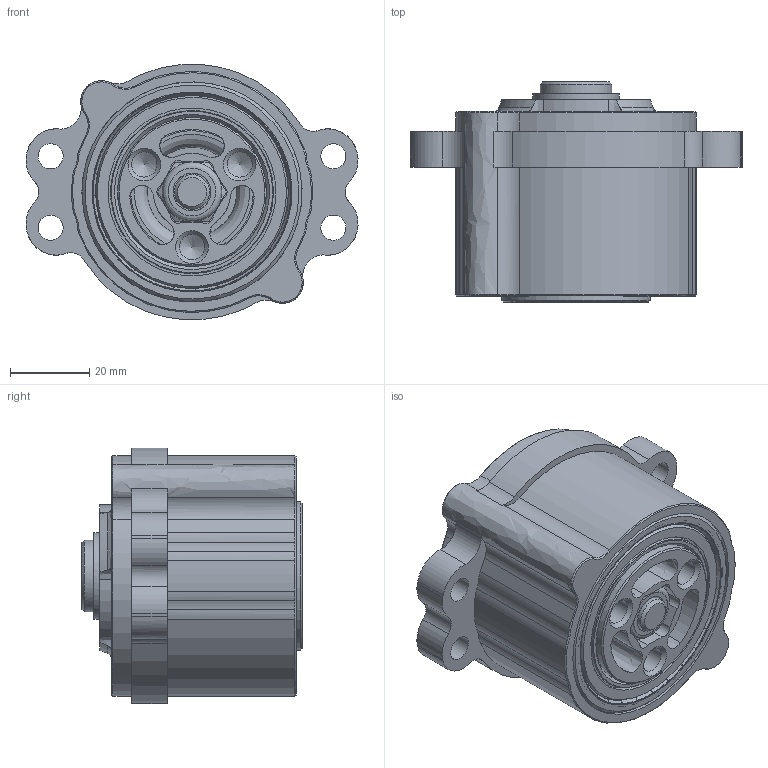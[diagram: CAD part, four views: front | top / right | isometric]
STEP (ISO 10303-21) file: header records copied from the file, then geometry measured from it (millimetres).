
FILE_DESCRIPTION(('FreeCAD Model'),'2;1');
FILE_NAME('Open CASCADE Shape Model','2025-05-02T11:57:40',('FreeCAD'),( 'FreeCAD'),'Open CASCADE STEP processor 7.6','FreeCAD','Unknown');
FILE_SCHEMA(('AUTOMOTIVE_DESIGN { 1 0 10303 214 1 1 1 1 }'));
Products named in the file (1): Open CASCADE STEP translator 7.6 1
Bounding box: 83.56 x 55.41 x 64.22 mm (x, y, z)
Volume: 120422.9 mm3; surface area: 78652.5 mm2
Topology: 56 solids, 56 shells, 1227 faces, 3018 edges, 1872 vertices
Faces by surface type: bspline 1227
Entity records: 36795 total; most frequent: CARTESIAN_POINT 20406, ORIENTED_EDGE 5896, EDGE_CURVE 2948, VERTEX_POINT 1850, B_SPLINE_CURVE_WITH_KNOTS 1332, FACE_BOUND 1302, EDGE_LOOP 1280, ADVANCED_FACE 1227
